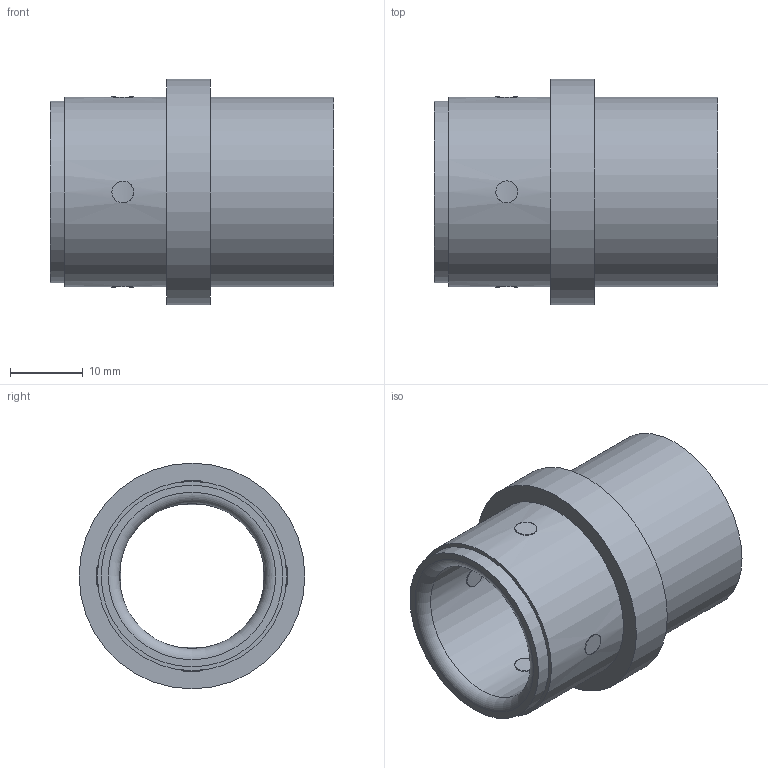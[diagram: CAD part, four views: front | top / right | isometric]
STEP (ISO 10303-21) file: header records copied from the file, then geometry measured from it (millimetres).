
FILE_DESCRIPTION(('STEP AP214'),'1');
FILE_NAME('SOVM-20X27.stp','2023-09-29T14:07:48',(' '),(' '),'Spatial InterOp 3D',' ',' ');
FILE_SCHEMA(('automotive_design'));
Length unit declared in the file: metre
Products named in the file (1): 1
Bounding box: 39 x 31 x 31 mm (x, y, z)
Volume: 9656.8 mm3; surface area: 6533.6 mm2
Topology: 1 solids, 1 shells, 28 faces, 47 edges, 30 vertices
Faces by surface type: cylinder 21, plane 5, torus 2
Full cylindrical faces by diameter (mm): 3 x8, 20 x1, 24.96 x1, 26 x2, 31 x1
Entity records: 1124 total; most frequent: CARTESIAN_POINT 448, DIRECTION 82, EDGE_LOOP 56, ORIENTED_EDGE 56, FACE_OUTER_BOUND 43, AXIS2_PLACEMENT_3D 41, STYLED_ITEM 28, PRESENTATION_STYLE_ASSIGNMENT 28
